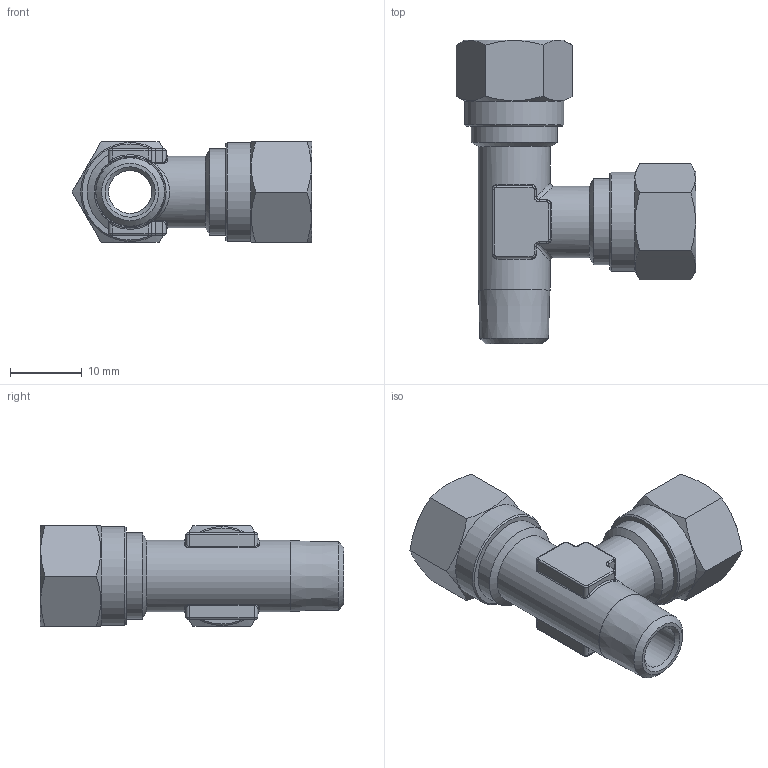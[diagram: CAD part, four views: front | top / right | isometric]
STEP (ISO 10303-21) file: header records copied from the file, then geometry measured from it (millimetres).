
FILE_DESCRIPTION(( 'MO.20.08.18.stp' ), '1');
FILE_NAME( 'MO.20.08.18.stp', '2019-06-19T17:00:40',( 'Sopra'),('sopra-pneumatic.com'), 'SwSTEP 2.0','SolidWorks 2009','' );
FILE_SCHEMA( ( 'CONFIG_CONTROL_DESIGN' ) );
Length unit declared in the file: millimetre
Products named in the file (1): Rivoluzione2
Bounding box: 33.41 x 42.32 x 14 mm (x, y, z)
Volume: 4817.9 mm3; surface area: 4205 mm2
Topology: 1 solids, 1 shells, 151 faces, 359 edges, 214 vertices
Faces by surface type: cylinder 52, plane 38, bspline 26, torus 22, cone 13
Full cylindrical faces by diameter (mm): 6 x2, 8.15 x2, 10 x2, 12 x2, 13.8 x2
Entity records: 5284 total; most frequent: CARTESIAN_POINT 2082, ORIENTED_EDGE 652, DIRECTION 636, EDGE_CURVE 326, AXIS2_PLACEMENT_3D 270, VERTEX_POINT 206, EDGE_LOOP 184, FACE_OUTER_BOUND 161
